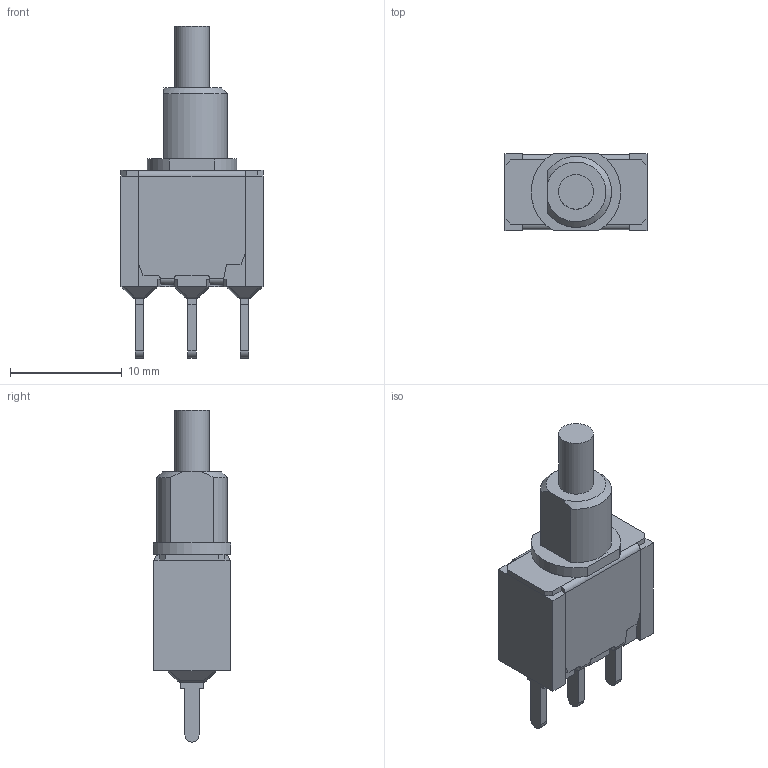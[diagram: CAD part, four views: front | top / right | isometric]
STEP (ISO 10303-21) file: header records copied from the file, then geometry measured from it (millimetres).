
FILE_DESCRIPTION(/* description */ (''),/* implementation_level */ '2;1');
FILE_NAME(/* name */ '700SP7B21M2xE.stp',/* time_stamp */ '2024-07-15T15:58:40-05:00',/* author */ ('jsteinblock'),/* organization */ (''),/* preprocessor_version */ 'ST-DEVELOPER v18.1',/* originating_system */ 'Autodesk Inventor 2022',/* authorisation */ '');
FILE_SCHEMA (('AUTOMOTIVE_DESIGN { 1 0 10303 214 3 1 1 }'));
Length unit declared in the file: inch
Products named in the file (1): Part2
Bounding box: 12.7 x 6.9 x 29.69 mm (x, y, z)
Volume: 1176.6 mm3; surface area: 1018.9 mm2
Topology: 2 solids, 5 shells, 317 faces, 827 edges, 518 vertices
Faces by surface type: plane 184, cylinder 66, bspline 54, sphere 12, cone 1
Full cylindrical faces by diameter (mm): 3.1 x2
Entity records: 9896 total; most frequent: CARTESIAN_POINT 2441, ORIENTED_EDGE 1630, DIRECTION 1362, EDGE_CURVE 815, LINE 568, VECTOR 568, VERTEX_POINT 518, AXIS2_PLACEMENT_3D 397
